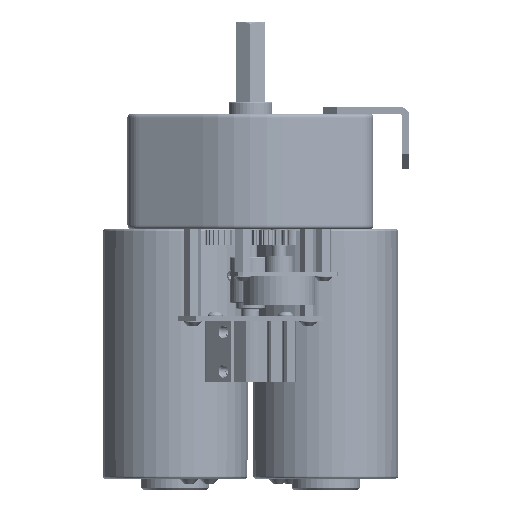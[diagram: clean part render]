
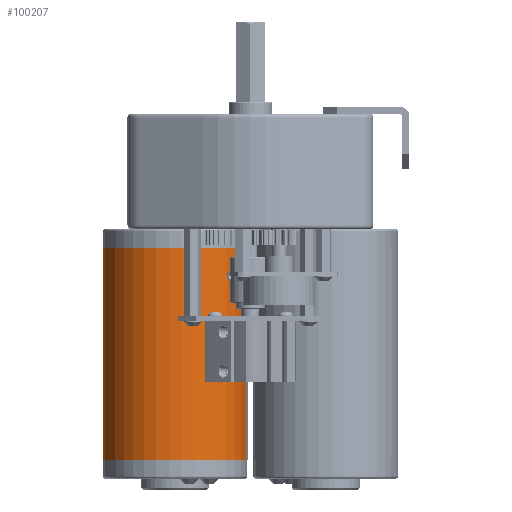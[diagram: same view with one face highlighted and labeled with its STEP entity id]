
A CAD part, front view. The second image highlights one B-rep face of the part: STEP entity #100207.
In plain terms, the highlighted cylindrical face has radius 32.004 mm (diameter 64.008 mm), a partial arc.
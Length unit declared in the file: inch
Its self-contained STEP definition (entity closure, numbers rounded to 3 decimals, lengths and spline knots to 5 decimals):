
#15723 = FACE_OUTER_BOUND ( 'NONE', #73773, .T. ) ;
#15732 = CYLINDRICAL_SURFACE ( 'NONE', #39547, 1.26 ) ;
#39547 = AXIS2_PLACEMENT_3D ( 'NONE', #106590, #106586, #106582 ) ;
#46798 = CIRCLE ( 'NONE', #54318, 1.26 ) ;
#46802 = LINE ( 'NONE', #168027, #46815 ) ;
#46809 = LINE ( 'NONE', #168040, #46827 ) ;
#46812 = CIRCLE ( 'NONE', #54317, 1.26 ) ;
#46815 = VECTOR ( 'NONE', #168021, 39.37008 ) ;
#46827 = VECTOR ( 'NONE', #168023, 39.37008 ) ;
#54317 = AXIS2_PLACEMENT_3D ( 'NONE', #168042, #168044, #168046 ) ;
#54318 = AXIS2_PLACEMENT_3D ( 'NONE', #168029, #168031, #168033 ) ;
#71919 = EDGE_CURVE ( 'NONE', #75734, #75688, #46798, .T. ) ;
#71922 = EDGE_CURVE ( 'NONE', #75688, #75685, #46802, .T. ) ;
#71927 = EDGE_CURVE ( 'NONE', #75686, #75685, #46812, .T. ) ;
#71932 = EDGE_CURVE ( 'NONE', #75734, #75686, #46809, .T. ) ;
#73773 = EDGE_LOOP ( 'NONE', ( #141024, #141026, #141029, #141031 ) ) ;
#75685 = VERTEX_POINT ( 'NONE', #136784 ) ;
#75686 = VERTEX_POINT ( 'NONE', #136787 ) ;
#75688 = VERTEX_POINT ( 'NONE', #136793 ) ;
#75734 = VERTEX_POINT ( 'NONE', #136927 ) ;
#100207 = ADVANCED_FACE ( 'NONE', ( #15723 ), #15732, .T. ) ;
#106582 = DIRECTION ( 'NONE',  ( 0., 0., -1. ) ) ;
#106586 = DIRECTION ( 'NONE',  ( 1., 0., 0. ) ) ;
#106590 = CARTESIAN_POINT ( 'NONE',  ( 0., 0., 0. ) ) ;
#136784 = CARTESIAN_POINT ( 'NONE',  ( 3.99096, 0., 1.26 ) ) ;
#136787 = CARTESIAN_POINT ( 'NONE',  ( 3.99096, 0., -1.26 ) ) ;
#136793 = CARTESIAN_POINT ( 'NONE',  ( 0.324, 0., 1.26 ) ) ;
#136927 = CARTESIAN_POINT ( 'NONE',  ( 0.324, 0., -1.26 ) ) ;
#141024 = ORIENTED_EDGE ( 'NONE', *, *, #71919, .T. ) ;
#141026 = ORIENTED_EDGE ( 'NONE', *, *, #71922, .T. ) ;
#141029 = ORIENTED_EDGE ( 'NONE', *, *, #71927, .F. ) ;
#141031 = ORIENTED_EDGE ( 'NONE', *, *, #71932, .F. ) ;
#168021 = DIRECTION ( 'NONE',  ( 1., 0., 0. ) ) ;
#168023 = DIRECTION ( 'NONE',  ( 1., 0., 0. ) ) ;
#168027 = CARTESIAN_POINT ( 'NONE',  ( 0., 0., 1.26 ) ) ;
#168029 = CARTESIAN_POINT ( 'NONE',  ( 0.324, 0., 0. ) ) ;
#168031 = DIRECTION ( 'NONE',  ( 1., 0., 0. ) ) ;
#168033 = DIRECTION ( 'NONE',  ( 0., 0., -1. ) ) ;
#168040 = CARTESIAN_POINT ( 'NONE',  ( 0., 0., -1.26 ) ) ;
#168042 = CARTESIAN_POINT ( 'NONE',  ( 3.99096, 0., 0. ) ) ;
#168044 = DIRECTION ( 'NONE',  ( 1., 0., 0. ) ) ;
#168046 = DIRECTION ( 'NONE',  ( 0., 0., -1. ) ) ;
